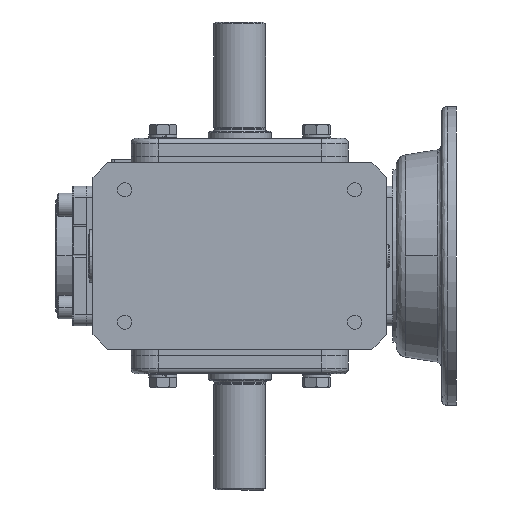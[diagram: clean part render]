
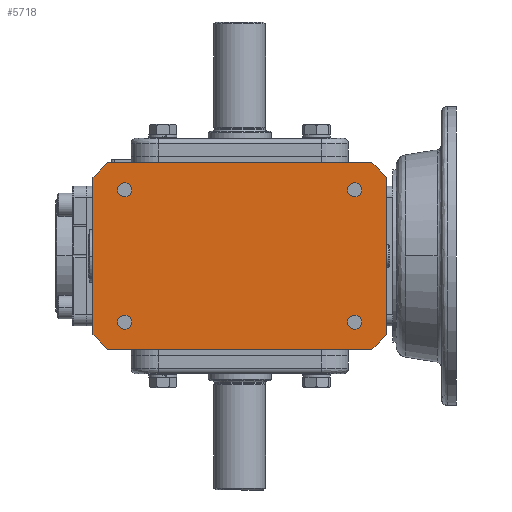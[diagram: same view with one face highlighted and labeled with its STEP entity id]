
A CAD part, front view. The second image highlights one B-rep face of the part: STEP entity #5718.
In plain terms, the highlighted planar face has unit normal (0, -1, 0).
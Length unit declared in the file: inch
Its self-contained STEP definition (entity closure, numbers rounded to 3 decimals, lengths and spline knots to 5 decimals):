
#126 = CIRCLE ( 'NONE', #9825, 0.15625 ) ;
#333 = DIRECTION ( 'NONE',  ( 0., -1., 0. ) ) ;
#390 = CARTESIAN_POINT ( 'NONE',  ( -2.87402, -2.5, -2.02756 ) ) ;
#608 = DIRECTION ( 'NONE',  ( 0., 0., -1. ) ) ;
#613 = ORIENTED_EDGE ( 'NONE', *, *, #1729, .F. ) ;
#621 = CARTESIAN_POINT ( 'NONE',  ( -2.5, -2.5, 1.43996 ) ) ;
#720 = CIRCLE ( 'NONE', #11641, 0.15625 ) ;
#965 = VECTOR ( 'NONE', #12371, 39.37008 ) ;
#968 = ORIENTED_EDGE ( 'NONE', *, *, #7537, .T. ) ;
#1221 = ORIENTED_EDGE ( 'NONE', *, *, #7524, .T. ) ;
#1562 = CIRCLE ( 'NONE', #4919, 0.15625 ) ;
#1729 = EDGE_CURVE ( 'NONE', #15728, #6186, #4438, .T. ) ;
#1748 = CARTESIAN_POINT ( 'NONE',  ( -2.5, -2.5, 1.43996 ) ) ;
#1801 = EDGE_CURVE ( 'NONE', #15918, #15048, #126, .T. ) ;
#1881 = CARTESIAN_POINT ( 'NONE',  ( -2.5, -2.5, 1.59621 ) ) ;
#1896 = VERTEX_POINT ( 'NONE', #390 ) ;
#1943 = EDGE_LOOP ( 'NONE', ( #4618, #1221, #9635, #10258, #10186, #613, #14830, #3558 ) ) ;
#2020 = CARTESIAN_POINT ( 'NONE',  ( -2.5, -2.5, 1.28371 ) ) ;
#2231 = CARTESIAN_POINT ( 'NONE',  ( -2.5, -2.5, -1.28371 ) ) ;
#2295 = FACE_BOUND ( 'NONE', #10435, .T. ) ;
#2527 = CARTESIAN_POINT ( 'NONE',  ( 3.18898, -2.5, 1.7126 ) ) ;
#2672 = CIRCLE ( 'NONE', #7624, 0.15625 ) ;
#2837 = DIRECTION ( 'NONE',  ( 0., 1., 0. ) ) ;
#2845 = VECTOR ( 'NONE', #4777, 39.37008 ) ;
#3050 = DIRECTION ( 'NONE',  ( 0., 0., -1. ) ) ;
#3302 = CIRCLE ( 'NONE', #16330, 0.15625 ) ;
#3458 = CARTESIAN_POINT ( 'NONE',  ( 2.87402, -2.5, -2.02756 ) ) ;
#3519 = CARTESIAN_POINT ( 'NONE',  ( 2.5, -2.5, 1.43996 ) ) ;
#3555 = EDGE_CURVE ( 'NONE', #1896, #17035, #16659, .T. ) ;
#3558 = ORIENTED_EDGE ( 'NONE', *, *, #13076, .F. ) ;
#3631 = DIRECTION ( 'NONE',  ( 0., 0., -1. ) ) ;
#3684 = LINE ( 'NONE', #11407, #2845 ) ;
#3704 = EDGE_CURVE ( 'NONE', #8083, #14956, #720, .T. ) ;
#3841 = DIRECTION ( 'NONE',  ( 0., 1., 0. ) ) ;
#3991 = PLANE ( 'NONE',  #5627 ) ;
#4066 = DIRECTION ( 'NONE',  ( 0., 1., 0. ) ) ;
#4438 = LINE ( 'NONE', #11037, #965 ) ;
#4618 = ORIENTED_EDGE ( 'NONE', *, *, #10658, .T. ) ;
#4777 = DIRECTION ( 'NONE',  ( 0.707, 0., -0.707 ) ) ;
#4845 = CARTESIAN_POINT ( 'NONE',  ( -3.18898, -2.5, 1.7126 ) ) ;
#4863 = DIRECTION ( 'NONE',  ( 0., 0., -1. ) ) ;
#4919 = AXIS2_PLACEMENT_3D ( 'NONE', #16483, #8502, #608 ) ;
#5297 = CARTESIAN_POINT ( 'NONE',  ( 3.18898, -2.5, -1.7126 ) ) ;
#5308 = VERTEX_POINT ( 'NONE', #2231 ) ;
#5315 = VECTOR ( 'NONE', #14614, 39.37008 ) ;
#5429 = EDGE_CURVE ( 'NONE', #14498, #12318, #9122, .T. ) ;
#5627 = AXIS2_PLACEMENT_3D ( 'NONE', #14857, #333, #9561 ) ;
#5667 = LINE ( 'NONE', #14208, #8792 ) ;
#5718 = ADVANCED_FACE ( 'NONE', ( #6190, #15986, #2295, #12455, #8903 ), #3991, .T. ) ;
#5806 = EDGE_LOOP ( 'NONE', ( #9687, #968 ) ) ;
#5837 = CARTESIAN_POINT ( 'NONE',  ( 2.5, -2.5, -1.59621 ) ) ;
#5880 = EDGE_CURVE ( 'NONE', #14956, #8083, #3302, .T. ) ;
#5954 = CIRCLE ( 'NONE', #15452, 0.15625 ) ;
#6139 = DIRECTION ( 'NONE',  ( 0., 1., 0. ) ) ;
#6165 = EDGE_CURVE ( 'NONE', #11530, #5308, #2672, .T. ) ;
#6168 = ORIENTED_EDGE ( 'NONE', *, *, #6165, .T. ) ;
#6186 = VERTEX_POINT ( 'NONE', #2527 ) ;
#6190 = FACE_OUTER_BOUND ( 'NONE', #1943, .T. ) ;
#6259 = VECTOR ( 'NONE', #16981, 39.37008 ) ;
#6296 = ORIENTED_EDGE ( 'NONE', *, *, #11935, .T. ) ;
#6440 = CARTESIAN_POINT ( 'NONE',  ( 2.5, -2.5, -1.28371 ) ) ;
#6540 = LINE ( 'NONE', #7967, #5315 ) ;
#6765 = DIRECTION ( 'NONE',  ( 1., 0., 0. ) ) ;
#7228 = VERTEX_POINT ( 'NONE', #16188 ) ;
#7452 = ORIENTED_EDGE ( 'NONE', *, *, #1801, .T. ) ;
#7524 = EDGE_CURVE ( 'NONE', #12511, #1896, #3684, .T. ) ;
#7537 = EDGE_CURVE ( 'NONE', #12318, #14498, #5954, .T. ) ;
#7624 = AXIS2_PLACEMENT_3D ( 'NONE', #11813, #3841, #13156 ) ;
#7798 = EDGE_CURVE ( 'NONE', #16284, #15728, #15937, .T. ) ;
#7801 = DIRECTION ( 'NONE',  ( 0., 1., 0. ) ) ;
#7803 = CARTESIAN_POINT ( 'NONE',  ( 2.87402, -2.5, 2.02756 ) ) ;
#7967 = CARTESIAN_POINT ( 'NONE',  ( 3.18898, -2.5, 2.02756 ) ) ;
#8083 = VERTEX_POINT ( 'NONE', #15385 ) ;
#8337 = EDGE_CURVE ( 'NONE', #7228, #6186, #6540, .T. ) ;
#8442 = DIRECTION ( 'NONE',  ( 0.707, 0., 0.707 ) ) ;
#8502 = DIRECTION ( 'NONE',  ( 0., 1., 0. ) ) ;
#8792 = VECTOR ( 'NONE', #3631, 39.37008 ) ;
#8903 = FACE_BOUND ( 'NONE', #5806, .T. ) ;
#9122 = CIRCLE ( 'NONE', #16997, 0.15625 ) ;
#9353 = LINE ( 'NONE', #5297, #16442 ) ;
#9561 = DIRECTION ( 'NONE',  ( 1., 0., 0. ) ) ;
#9635 = ORIENTED_EDGE ( 'NONE', *, *, #3555, .T. ) ;
#9687 = ORIENTED_EDGE ( 'NONE', *, *, #5429, .T. ) ;
#9695 = VECTOR ( 'NONE', #6765, 39.37008 ) ;
#9825 = AXIS2_PLACEMENT_3D ( 'NONE', #621, #2837, #12138 ) ;
#9892 = CARTESIAN_POINT ( 'NONE',  ( -3.18898, -2.5, -1.7126 ) ) ;
#9986 = VECTOR ( 'NONE', #8442, 39.37008 ) ;
#10186 = ORIENTED_EDGE ( 'NONE', *, *, #8337, .T. ) ;
#10258 = ORIENTED_EDGE ( 'NONE', *, *, #12358, .T. ) ;
#10435 = EDGE_LOOP ( 'NONE', ( #6296, #7452 ) ) ;
#10472 = EDGE_CURVE ( 'NONE', #5308, #11530, #1562, .T. ) ;
#10658 = EDGE_CURVE ( 'NONE', #13517, #12511, #5667, .T. ) ;
#11009 = DIRECTION ( 'NONE',  ( 0., 1., 0. ) ) ;
#11037 = CARTESIAN_POINT ( 'NONE',  ( 2.87402, -2.5, 2.02756 ) ) ;
#11194 = AXIS2_PLACEMENT_3D ( 'NONE', #1748, #11009, #3050 ) ;
#11407 = CARTESIAN_POINT ( 'NONE',  ( -3.18898, -2.5, -1.7126 ) ) ;
#11530 = VERTEX_POINT ( 'NONE', #16607 ) ;
#11608 = EDGE_LOOP ( 'NONE', ( #6168, #16791 ) ) ;
#11641 = AXIS2_PLACEMENT_3D ( 'NONE', #12044, #4066, #13369 ) ;
#11813 = CARTESIAN_POINT ( 'NONE',  ( -2.5, -2.5, -1.43996 ) ) ;
#11935 = EDGE_CURVE ( 'NONE', #15048, #15918, #15629, .T. ) ;
#12044 = CARTESIAN_POINT ( 'NONE',  ( 2.5, -2.5, 1.43996 ) ) ;
#12138 = DIRECTION ( 'NONE',  ( 0., 0., -1. ) ) ;
#12318 = VERTEX_POINT ( 'NONE', #6440 ) ;
#12358 = EDGE_CURVE ( 'NONE', #17035, #7228, #9353, .T. ) ;
#12371 = DIRECTION ( 'NONE',  ( 0.707, 0., -0.707 ) ) ;
#12455 = FACE_BOUND ( 'NONE', #16352, .T. ) ;
#12511 = VERTEX_POINT ( 'NONE', #9892 ) ;
#12725 = ORIENTED_EDGE ( 'NONE', *, *, #3704, .T. ) ;
#12834 = DIRECTION ( 'NONE',  ( 0., 1., 0. ) ) ;
#13076 = EDGE_CURVE ( 'NONE', #13517, #16284, #13939, .T. ) ;
#13156 = DIRECTION ( 'NONE',  ( 0., 0., -1. ) ) ;
#13259 = DIRECTION ( 'NONE',  ( 0.707, 0., 0.707 ) ) ;
#13369 = DIRECTION ( 'NONE',  ( 0., 0., -1. ) ) ;
#13517 = VERTEX_POINT ( 'NONE', #4845 ) ;
#13660 = CARTESIAN_POINT ( 'NONE',  ( -2.87402, -2.5, 2.02756 ) ) ;
#13728 = CARTESIAN_POINT ( 'NONE',  ( 2.5, -2.5, 1.28371 ) ) ;
#13939 = LINE ( 'NONE', #15079, #9986 ) ;
#14118 = ORIENTED_EDGE ( 'NONE', *, *, #5880, .T. ) ;
#14127 = CARTESIAN_POINT ( 'NONE',  ( 2.5, -2.5, -1.43996 ) ) ;
#14208 = CARTESIAN_POINT ( 'NONE',  ( -3.18898, -2.5, 2.02756 ) ) ;
#14498 = VERTEX_POINT ( 'NONE', #5837 ) ;
#14614 = DIRECTION ( 'NONE',  ( 0., 0., 1. ) ) ;
#14748 = CARTESIAN_POINT ( 'NONE',  ( -3.18898, -2.5, 2.02756 ) ) ;
#14830 = ORIENTED_EDGE ( 'NONE', *, *, #7798, .F. ) ;
#14857 = CARTESIAN_POINT ( 'NONE',  ( -3.18898, -2.5, 2.24409 ) ) ;
#14956 = VERTEX_POINT ( 'NONE', #13728 ) ;
#15048 = VERTEX_POINT ( 'NONE', #2020 ) ;
#15079 = CARTESIAN_POINT ( 'NONE',  ( -2.87402, -2.5, 2.02756 ) ) ;
#15385 = CARTESIAN_POINT ( 'NONE',  ( 2.5, -2.5, 1.59621 ) ) ;
#15452 = AXIS2_PLACEMENT_3D ( 'NONE', #14127, #6139, #15468 ) ;
#15468 = DIRECTION ( 'NONE',  ( 0., 0., -1. ) ) ;
#15629 = CIRCLE ( 'NONE', #11194, 0.15625 ) ;
#15645 = CARTESIAN_POINT ( 'NONE',  ( -3.18898, -2.5, -2.02756 ) ) ;
#15728 = VERTEX_POINT ( 'NONE', #7803 ) ;
#15785 = CARTESIAN_POINT ( 'NONE',  ( 2.5, -2.5, -1.43996 ) ) ;
#15918 = VERTEX_POINT ( 'NONE', #1881 ) ;
#15937 = LINE ( 'NONE', #14748, #9695 ) ;
#15986 = FACE_BOUND ( 'NONE', #11608, .T. ) ;
#16188 = CARTESIAN_POINT ( 'NONE',  ( 3.18898, -2.5, -1.7126 ) ) ;
#16284 = VERTEX_POINT ( 'NONE', #13660 ) ;
#16330 = AXIS2_PLACEMENT_3D ( 'NONE', #3519, #12834, #4863 ) ;
#16352 = EDGE_LOOP ( 'NONE', ( #14118, #12725 ) ) ;
#16442 = VECTOR ( 'NONE', #13259, 39.37008 ) ;
#16483 = CARTESIAN_POINT ( 'NONE',  ( -2.5, -2.5, -1.43996 ) ) ;
#16607 = CARTESIAN_POINT ( 'NONE',  ( -2.5, -2.5, -1.59621 ) ) ;
#16659 = LINE ( 'NONE', #15645, #6259 ) ;
#16791 = ORIENTED_EDGE ( 'NONE', *, *, #10472, .T. ) ;
#16981 = DIRECTION ( 'NONE',  ( 1., 0., 0. ) ) ;
#16997 = AXIS2_PLACEMENT_3D ( 'NONE', #15785, #7801, #17124 ) ;
#17035 = VERTEX_POINT ( 'NONE', #3458 ) ;
#17124 = DIRECTION ( 'NONE',  ( 0., 0., -1. ) ) ;
